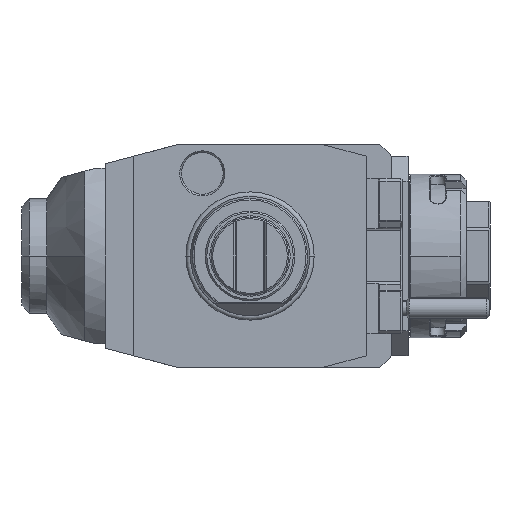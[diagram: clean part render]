
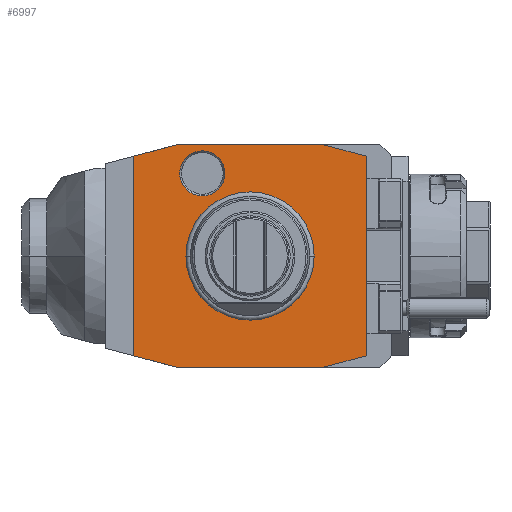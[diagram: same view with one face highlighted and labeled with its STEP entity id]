
A CAD part, front view. The second image highlights one B-rep face of the part: STEP entity #6997.
In plain terms, the highlighted planar face has unit normal (0, -1, 0).
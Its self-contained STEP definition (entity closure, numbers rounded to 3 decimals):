
#1=DIRECTION('',(1.,0.,0.));
#2=VECTOR('',#1,48.);
#3=CARTESIAN_POINT('',(-24.,0.,-37.5));
#4=LINE('',#3,#2);
#5=DIRECTION('',(0.966,0.,-0.259));
#6=VECTOR('',#5,15.529);
#7=CARTESIAN_POINT('',(-39.,0.,-33.481));
#8=LINE('',#7,#6);
#9=DIRECTION('',(0.,0.,-1.));
#10=VECTOR('',#9,66.962);
#11=CARTESIAN_POINT('',(-39.,0.,33.481));
#12=LINE('',#11,#10);
#13=DIRECTION('',(-0.966,0.,-0.259));
#14=VECTOR('',#13,15.529);
#15=CARTESIAN_POINT('',(-24.,0.,37.5));
#16=LINE('',#15,#14);
#17=DIRECTION('',(-1.,0.,0.));
#18=VECTOR('',#17,48.);
#19=CARTESIAN_POINT('',(24.,0.,37.5));
#20=LINE('',#19,#18);
#21=DIRECTION('',(-0.966,0.,0.259));
#22=VECTOR('',#21,15.529);
#23=CARTESIAN_POINT('',(39.,0.,33.481));
#24=LINE('',#23,#22);
#25=DIRECTION('',(0.,0.,1.));
#26=VECTOR('',#25,66.962);
#27=CARTESIAN_POINT('',(39.,0.,-33.481));
#28=LINE('',#27,#26);
#29=DIRECTION('',(0.966,0.,0.259));
#30=VECTOR('',#29,15.529);
#31=CARTESIAN_POINT('',(24.,0.,-37.5));
#32=LINE('',#31,#30);
#33=CARTESIAN_POINT('',(-16.,0.,27.713));
#34=DIRECTION('',(0.,1.,0.));
#35=DIRECTION('',(1.,0.,0.));
#36=AXIS2_PLACEMENT_3D('',#33,#34,#35);
#38=CARTESIAN_POINT('',(-16.,0.,27.713));
#39=DIRECTION('',(0.,1.,0.));
#40=DIRECTION('',(-1.,0.,0.));
#41=AXIS2_PLACEMENT_3D('',#38,#39,#40);
#3898=CARTESIAN_POINT('',(0.,0.,0.));
#3899=DIRECTION('',(0.,-1.,0.));
#3900=DIRECTION('',(1.,0.,0.));
#3901=AXIS2_PLACEMENT_3D('',#3898,#3899,#3900);
#3903=CARTESIAN_POINT('',(0.,0.,0.));
#3904=DIRECTION('',(0.,-1.,0.));
#3905=DIRECTION('',(-1.,0.,0.));
#3906=AXIS2_PLACEMENT_3D('',#3903,#3904,#3905);
#6133=CARTESIAN_POINT('',(-8.423,0.,
27.713));
#6134=CARTESIAN_POINT('',(-23.577,0.,
27.713));
#6135=VERTEX_POINT('',#6133);
#6136=VERTEX_POINT('',#6134);
#6791=CARTESIAN_POINT('',(-24.,0.,-37.5));
#6792=CARTESIAN_POINT('',(24.,0.,-37.5));
#6793=VERTEX_POINT('',#6791);
#6794=VERTEX_POINT('',#6792);
#6795=CARTESIAN_POINT('',(39.,0.,-33.481));
#6796=CARTESIAN_POINT('',(39.,0.,33.481));
#6797=VERTEX_POINT('',#6795);
#6798=VERTEX_POINT('',#6796);
#6799=CARTESIAN_POINT('',(24.,0.,37.5));
#6800=VERTEX_POINT('',#6799);
#6801=CARTESIAN_POINT('',(-24.,0.,37.5));
#6802=VERTEX_POINT('',#6801);
#6803=CARTESIAN_POINT('',(-39.,0.,33.481));
#6804=VERTEX_POINT('',#6803);
#6805=CARTESIAN_POINT('',(-39.,0.,-33.481));
#6806=VERTEX_POINT('',#6805);
#6843=CARTESIAN_POINT('',(21.137,0.,0.));
#6844=CARTESIAN_POINT('',(-21.137,0.,0.));
#6845=VERTEX_POINT('',#6843);
#6846=VERTEX_POINT('',#6844);
#6962=CARTESIAN_POINT('',(0.,0.,0.));
#6963=DIRECTION('',(0.,-1.,0.));
#6964=DIRECTION('',(-1.,0.,0.));
#6965=AXIS2_PLACEMENT_3D('',#6962,#6963,#6964);
#6966=PLANE('',#6965);
#6968=ORIENTED_EDGE('',*,*,#6967,.F.);
#6970=ORIENTED_EDGE('',*,*,#6969,.F.);
#6972=ORIENTED_EDGE('',*,*,#6971,.F.);
#6974=ORIENTED_EDGE('',*,*,#6973,.F.);
#6976=ORIENTED_EDGE('',*,*,#6975,.F.);
#6978=ORIENTED_EDGE('',*,*,#6977,.F.);
#6980=ORIENTED_EDGE('',*,*,#6979,.F.);
#6982=ORIENTED_EDGE('',*,*,#6981,.F.);
#6983=EDGE_LOOP('',(#6968,#6970,#6972,#6974,#6976,#6978,#6980,#6982));
#6984=FACE_OUTER_BOUND('',#6983,.F.);
#6986=ORIENTED_EDGE('',*,*,#6985,.T.);
#6988=ORIENTED_EDGE('',*,*,#6987,.T.);
#6989=EDGE_LOOP('',(#6986,#6988));
#6990=FACE_BOUND('',#6989,.F.);
#6992=ORIENTED_EDGE('',*,*,#6991,.F.);
#6994=ORIENTED_EDGE('',*,*,#6993,.F.);
#6995=EDGE_LOOP('',(#6992,#6994));
#6996=FACE_BOUND('',#6995,.F.);
#37=CIRCLE('',#36,7.577);
#42=CIRCLE('',#41,7.577);
#3902=CIRCLE('',#3901,21.137);
#3907=CIRCLE('',#3906,21.137);
#6967=EDGE_CURVE('',#6793,#6794,#4,.T.);
#6969=EDGE_CURVE('',#6806,#6793,#8,.T.);
#6971=EDGE_CURVE('',#6804,#6806,#12,.T.);
#6973=EDGE_CURVE('',#6802,#6804,#16,.T.);
#6975=EDGE_CURVE('',#6800,#6802,#20,.T.);
#6977=EDGE_CURVE('',#6798,#6800,#24,.T.);
#6979=EDGE_CURVE('',#6797,#6798,#28,.T.);
#6981=EDGE_CURVE('',#6794,#6797,#32,.T.);
#6985=EDGE_CURVE('',#6845,#6846,#3902,.T.);
#6987=EDGE_CURVE('',#6846,#6845,#3907,.T.);
#6991=EDGE_CURVE('',#6135,#6136,#37,.T.);
#6993=EDGE_CURVE('',#6136,#6135,#42,.T.);
#6997=ADVANCED_FACE('',(#6984,#6990,#6996),#6966,.T.);
